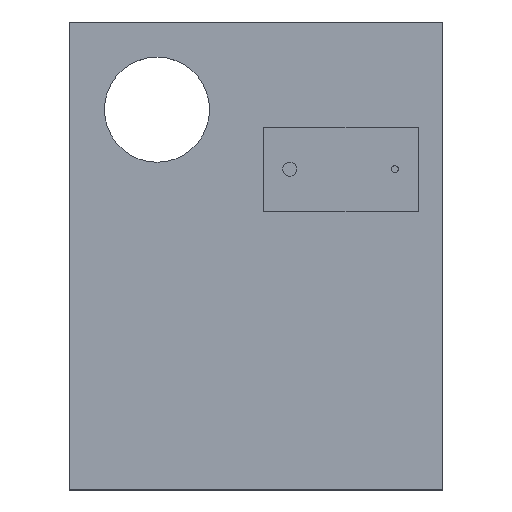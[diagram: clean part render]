
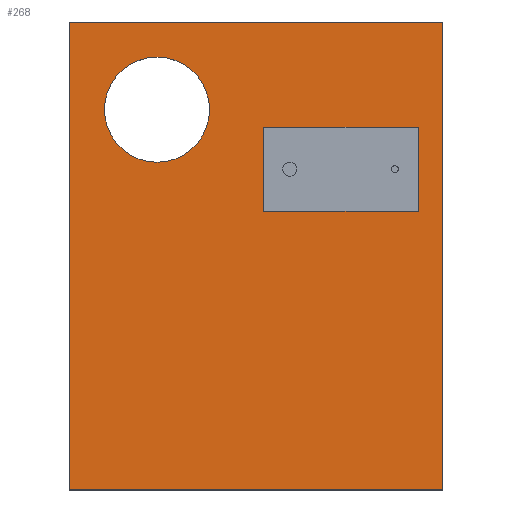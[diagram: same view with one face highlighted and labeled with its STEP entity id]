
A CAD part, top view. The second image highlights one B-rep face of the part: STEP entity #268.
In plain terms, the highlighted planar face has unit normal (0, 0, 1).
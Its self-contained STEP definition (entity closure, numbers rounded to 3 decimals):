
#17=FACE_BOUND('',#66,.T.);
#18=FACE_BOUND('',#67,.T.);
#31=PLANE('',#313);
#47=FACE_OUTER_BOUND('',#65,.T.);
#65=EDGE_LOOP('',(#237,#238,#239,#240));
#66=EDGE_LOOP('',(#241,#242,#243,#244));
#67=EDGE_LOOP('',(#245));
#72=LINE('',#406,#99);
#76=LINE('',#414,#103);
#79=LINE('',#420,#106);
#82=LINE('',#425,#109);
#87=LINE('',#441,#114);
#90=LINE('',#447,#117);
#93=LINE('',#453,#120);
#96=LINE('',#457,#123);
#99=VECTOR('',#337,10.);
#103=VECTOR('',#343,10.);
#106=VECTOR('',#348,10.);
#109=VECTOR('',#353,10.);
#114=VECTOR('',#368,10.);
#117=VECTOR('',#373,10.);
#120=VECTOR('',#378,10.);
#123=VECTOR('',#383,10.);
#128=CIRCLE('',#307,1.5);
#134=VERTEX_POINT('',#404);
#135=VERTEX_POINT('',#405);
#138=VERTEX_POINT('',#413);
#140=VERTEX_POINT('',#419);
#142=VERTEX_POINT('',#429);
#146=VERTEX_POINT('',#438);
#147=VERTEX_POINT('',#440);
#149=VERTEX_POINT('',#446);
#151=VERTEX_POINT('',#452);
#158=EDGE_CURVE('',#134,#135,#72,.T.);
#162=EDGE_CURVE('',#135,#138,#76,.T.);
#165=EDGE_CURVE('',#138,#140,#79,.T.);
#168=EDGE_CURVE('',#140,#134,#82,.T.);
#170=EDGE_CURVE('',#142,#142,#128,.T.);
#175=EDGE_CURVE('',#147,#146,#87,.T.);
#178=EDGE_CURVE('',#149,#147,#90,.T.);
#181=EDGE_CURVE('',#151,#149,#93,.T.);
#184=EDGE_CURVE('',#146,#151,#96,.T.);
#237=ORIENTED_EDGE('',*,*,#184,.T.);
#238=ORIENTED_EDGE('',*,*,#181,.T.);
#239=ORIENTED_EDGE('',*,*,#178,.T.);
#240=ORIENTED_EDGE('',*,*,#175,.T.);
#241=ORIENTED_EDGE('',*,*,#158,.T.);
#242=ORIENTED_EDGE('',*,*,#162,.T.);
#243=ORIENTED_EDGE('',*,*,#165,.T.);
#244=ORIENTED_EDGE('',*,*,#168,.T.);
#245=ORIENTED_EDGE('',*,*,#170,.T.);
#268=ADVANCED_FACE('',(#47,#17,#18),#31,.T.);
#307=AXIS2_PLACEMENT_3D('',#430,#359,#360);
#313=AXIS2_PLACEMENT_3D('',#458,#384,#385);
#337=DIRECTION('',(0.,1.,0.));
#343=DIRECTION('',(1.,0.,0.));
#348=DIRECTION('',(0.,-1.,0.));
#353=DIRECTION('',(-1.,0.,0.));
#359=DIRECTION('center_axis',(0.,0.,-1.));
#360=DIRECTION('ref_axis',(-1.,0.,0.));
#368=DIRECTION('',(0.,-1.,0.));
#373=DIRECTION('',(-1.,0.,0.));
#378=DIRECTION('',(0.,1.,0.));
#383=DIRECTION('',(1.,0.,0.));
#384=DIRECTION('center_axis',(0.,0.,1.));
#385=DIRECTION('ref_axis',(1.,0.,0.));
#404=CARTESIAN_POINT('',(-5.1,-5.4,1.6));
#405=CARTESIAN_POINT('',(-5.1,-3.,1.6));
#406=CARTESIAN_POINT('',(-5.1,-4.838,1.6));
#413=CARTESIAN_POINT('',(-0.7,-3.,1.6));
#414=CARTESIAN_POINT('',(-3.013,-3.,1.6));
#419=CARTESIAN_POINT('',(-0.7,-5.4,1.6));
#420=CARTESIAN_POINT('',(-0.7,-6.038,1.6));
#425=CARTESIAN_POINT('',(-5.213,-5.4,1.6));
#429=CARTESIAN_POINT('',(-6.65,-2.5,1.6));
#430=CARTESIAN_POINT('Origin',(-8.15,-2.5,1.6));
#438=CARTESIAN_POINT('',(-10.65,-13.35,1.6));
#440=CARTESIAN_POINT('',(-10.65,0.,1.6));
#441=CARTESIAN_POINT('',(-10.65,0.,1.6));
#446=CARTESIAN_POINT('',(0.,0.,1.6));
#447=CARTESIAN_POINT('',(0.,0.,1.6));
#452=CARTESIAN_POINT('',(0.,-13.35,1.6));
#453=CARTESIAN_POINT('',(0.,-13.35,1.6));
#457=CARTESIAN_POINT('',(-10.65,-13.35,1.6));
#458=CARTESIAN_POINT('Origin',(-5.325,-6.675,1.6));
